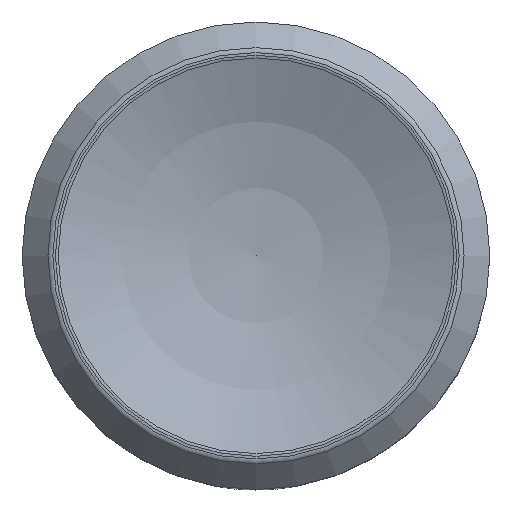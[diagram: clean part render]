
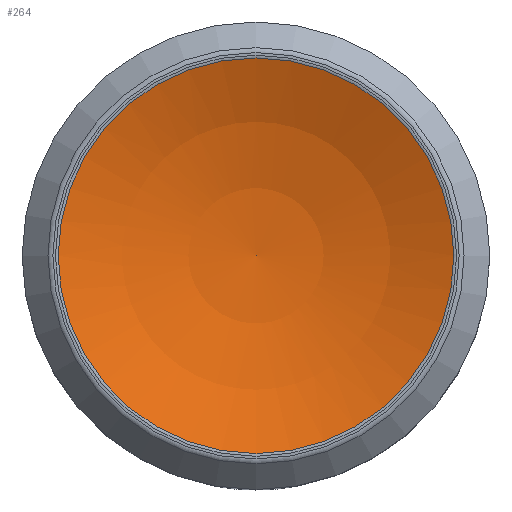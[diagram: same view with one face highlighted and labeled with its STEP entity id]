
A CAD part, top view. The second image highlights one B-rep face of the part: STEP entity #264.
In plain terms, the highlighted spherical face has radius 17.91 mm.
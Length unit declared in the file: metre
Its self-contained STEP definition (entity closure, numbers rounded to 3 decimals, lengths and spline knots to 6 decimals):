
#14=SPHERICAL_SURFACE('',#313,0.01791);
#82=ORIENTED_EDGE('',*,*,#143,.T.);
#143=EDGE_CURVE('',#174,#174,#192,.T.);
#174=VERTEX_POINT('',#482);
#192=CIRCLE('',#314,0.007128);
#207=EDGE_LOOP('',(#82));
#235=FACE_BOUND('',#207,.T.);
#264=ADVANCED_FACE('',(#235),#14,.F.);
#313=AXIS2_PLACEMENT_3D('',#480,#382,#383);
#314=AXIS2_PLACEMENT_3D('',#481,#384,#385);
#382=DIRECTION('',(0.,0.,1.));
#383=DIRECTION('',(0.,-1.,0.));
#384=DIRECTION('',(0.,0.,1.));
#385=DIRECTION('',(1.,0.,0.));
#480=CARTESIAN_POINT('',(0.,0.,0.03216));
#481=CARTESIAN_POINT('',(0.,0.,0.015729));
#482=CARTESIAN_POINT('',(0.007128,0.,0.015729));
